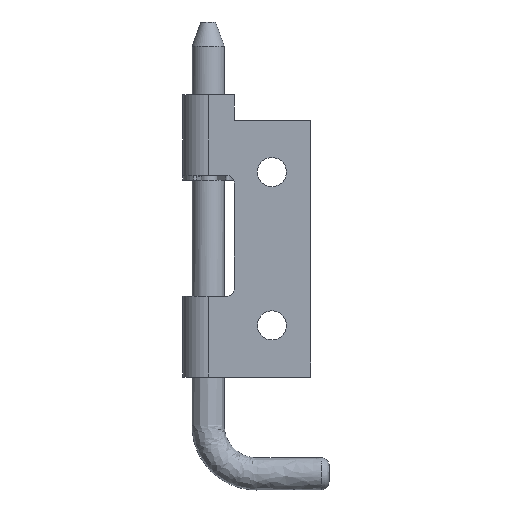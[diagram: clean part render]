
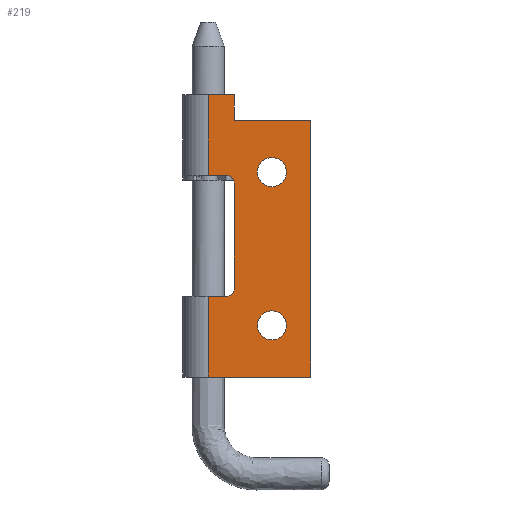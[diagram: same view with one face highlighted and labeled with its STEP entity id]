
A CAD part, left-side view. The second image highlights one B-rep face of the part: STEP entity #219.
In plain terms, the highlighted planar face has unit normal (-1, 0, 0).
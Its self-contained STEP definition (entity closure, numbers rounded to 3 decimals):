
#219 = ADVANCED_FACE( '', ( #274, #275, #276 ), #277, .T. );
#274 = FACE_OUTER_BOUND( '', #398, .T. );
#275 = FACE_BOUND( '', #399, .T. );
#276 = FACE_BOUND( '', #400, .T. );
#277 = PLANE( '', #401 );
#398 = EDGE_LOOP( '', ( #1778, #1779, #1780, #1781, #1782, #1783, #1784, #1785, #1786, #1787, #1788, #1789 ) );
#399 = EDGE_LOOP( '', ( #1790 ) );
#400 = EDGE_LOOP( '', ( #1791 ) );
#401 = AXIS2_PLACEMENT_3D( '', #1792, #1793, #1794 );
#1778 = ORIENTED_EDGE( '', *, *, #2183, .T. );
#1779 = ORIENTED_EDGE( '', *, *, #2184, .T. );
#1780 = ORIENTED_EDGE( '', *, *, #2185, .T. );
#1781 = ORIENTED_EDGE( '', *, *, #2186, .T. );
#1782 = ORIENTED_EDGE( '', *, *, #2187, .T. );
#1783 = ORIENTED_EDGE( '', *, *, #2188, .T. );
#1784 = ORIENTED_EDGE( '', *, *, #2189, .T. );
#1785 = ORIENTED_EDGE( '', *, *, #2190, .F. );
#1786 = ORIENTED_EDGE( '', *, *, #2191, .F. );
#1787 = ORIENTED_EDGE( '', *, *, #2192, .F. );
#1788 = ORIENTED_EDGE( '', *, *, #2193, .F. );
#1789 = ORIENTED_EDGE( '', *, *, #2194, .T. );
#1790 = ORIENTED_EDGE( '', *, *, #2195, .T. );
#1791 = ORIENTED_EDGE( '', *, *, #2196, .T. );
#1792 = CARTESIAN_POINT( '', ( -3.125, -12.7, 17.5 ) );
#1793 = DIRECTION( '', ( -1., 0., 0. ) );
#1794 = DIRECTION( '', ( 0., 0., 1. ) );
#2183 = EDGE_CURVE( '', #2315, #2316, #2317, .T. );
#2184 = EDGE_CURVE( '', #2316, #2318, #2319, .T. );
#2185 = EDGE_CURVE( '', #2318, #2320, #2321, .T. );
#2186 = EDGE_CURVE( '', #2320, #2322, #2323, .T. );
#2187 = EDGE_CURVE( '', #2322, #2324, #2325, .T. );
#2188 = EDGE_CURVE( '', #2324, #2326, #2327, .T. );
#2189 = EDGE_CURVE( '', #2326, #2328, #2329, .T. );
#2190 = EDGE_CURVE( '', #2330, #2328, #2331, .T. );
#2191 = EDGE_CURVE( '', #2332, #2330, #2333, .T. );
#2192 = EDGE_CURVE( '', #2334, #2332, #2335, .T. );
#2193 = EDGE_CURVE( '', #2336, #2334, #2337, .T. );
#2194 = EDGE_CURVE( '', #2336, #2315, #2338, .T. );
#2195 = EDGE_CURVE( '', #2339, #2339, #2340, .T. );
#2196 = EDGE_CURVE( '', #2341, #2341, #2342, .T. );
#2315 = VERTEX_POINT( '', #2541 );
#2316 = VERTEX_POINT( '', #2542 );
#2317 = LINE( '', #2543, #2544 );
#2318 = VERTEX_POINT( '', #2545 );
#2319 = LINE( '', #2546, #2547 );
#2320 = VERTEX_POINT( '', #2548 );
#2321 = CIRCLE( '', #2549, 1. );
#2322 = VERTEX_POINT( '', #2550 );
#2323 = LINE( '', #2551, #2552 );
#2324 = VERTEX_POINT( '', #2553 );
#2325 = CIRCLE( '', #2554, 1. );
#2326 = VERTEX_POINT( '', #2555 );
#2327 = LINE( '', #2556, #2557 );
#2328 = VERTEX_POINT( '', #2558 );
#2329 = LINE( '', #2559, #2560 );
#2330 = VERTEX_POINT( '', #2561 );
#2331 = LINE( '', #2562, #2563 );
#2332 = VERTEX_POINT( '', #2564 );
#2333 = LINE( '', #2565, #2566 );
#2334 = VERTEX_POINT( '', #2567 );
#2335 = LINE( '', #2568, #2569 );
#2336 = VERTEX_POINT( '', #2570 );
#2337 = LINE( '', #2571, #2572 );
#2338 = LINE( '', #2573, #2574 );
#2339 = VERTEX_POINT( '', #2575 );
#2340 = CIRCLE( '', #2576, 1.8 );
#2341 = VERTEX_POINT( '', #2577 );
#2342 = CIRCLE( '', #2578, 1.8 );
#2541 = CARTESIAN_POINT( '', ( -3.125, 0., 17.5 ) );
#2542 = CARTESIAN_POINT( '', ( -3.125, 0., 7.5 ) );
#2543 = CARTESIAN_POINT( '', ( -3.125, 0., 17.5 ) );
#2544 = VECTOR( '', #3196, 1000. );
#2545 = CARTESIAN_POINT( '', ( -3.125, -2.25, 7.5 ) );
#2546 = CARTESIAN_POINT( '', ( -3.125, -12.7, 7.5 ) );
#2547 = VECTOR( '', #3197, 1000. );
#2548 = CARTESIAN_POINT( '', ( -3.125, -3.25, 6.5 ) );
#2549 = AXIS2_PLACEMENT_3D( '', #3198, #3199, #3200 );
#2550 = CARTESIAN_POINT( '', ( -3.125, -3.25, -6.5 ) );
#2551 = CARTESIAN_POINT( '', ( -3.125, -3.25, 17.5 ) );
#2552 = VECTOR( '', #3201, 1000. );
#2553 = CARTESIAN_POINT( '', ( -3.125, -2.25, -7.5 ) );
#2554 = AXIS2_PLACEMENT_3D( '', #3202, #3203, #3204 );
#2555 = CARTESIAN_POINT( '', ( -3.125, 0., -7.5 ) );
#2556 = CARTESIAN_POINT( '', ( -3.125, -12.7, -7.5 ) );
#2557 = VECTOR( '', #3205, 1000. );
#2558 = CARTESIAN_POINT( '', ( -3.125, 0., -17.5 ) );
#2559 = CARTESIAN_POINT( '', ( -3.125, 0., 17.5 ) );
#2560 = VECTOR( '', #3206, 1000. );
#2561 = CARTESIAN_POINT( '', ( -3.125, -12.7, -17.5 ) );
#2562 = CARTESIAN_POINT( '', ( -3.125, -12.7, -17.5 ) );
#2563 = VECTOR( '', #3207, 1000. );
#2564 = CARTESIAN_POINT( '', ( -3.125, -12.7, 14.3 ) );
#2565 = CARTESIAN_POINT( '', ( -3.125, -12.7, 17.5 ) );
#2566 = VECTOR( '', #3208, 1000. );
#2567 = CARTESIAN_POINT( '', ( -3.125, -3.25, 14.3 ) );
#2568 = CARTESIAN_POINT( '', ( -3.125, -12.7, 14.3 ) );
#2569 = VECTOR( '', #3209, 1000. );
#2570 = CARTESIAN_POINT( '', ( -3.125, -3.25, 17.5 ) );
#2571 = CARTESIAN_POINT( '', ( -3.125, -3.25, 17.5 ) );
#2572 = VECTOR( '', #3210, 1000. );
#2573 = CARTESIAN_POINT( '', ( -3.125, -12.7, 17.5 ) );
#2574 = VECTOR( '', #3211, 1000. );
#2575 = CARTESIAN_POINT( '', ( -3.125, -9.7, 7.9 ) );
#2576 = AXIS2_PLACEMENT_3D( '', #3212, #3213, #3214 );
#2577 = CARTESIAN_POINT( '', ( -3.125, -9.7, -11.1 ) );
#2578 = AXIS2_PLACEMENT_3D( '', #3215, #3216, #3217 );
#3196 = DIRECTION( '', ( 0., 0., -1. ) );
#3197 = DIRECTION( '', ( 0., -1., 0. ) );
#3198 = CARTESIAN_POINT( '', ( -3.125, -2.25, 6.5 ) );
#3199 = DIRECTION( '', ( 1., 0., 0. ) );
#3200 = DIRECTION( '', ( 0., -1., 0. ) );
#3201 = DIRECTION( '', ( 0., 0., -1. ) );
#3202 = CARTESIAN_POINT( '', ( -3.125, -2.25, -6.5 ) );
#3203 = DIRECTION( '', ( 1., 0., 0. ) );
#3204 = DIRECTION( '', ( 0., -1., 0. ) );
#3205 = DIRECTION( '', ( 0., 1., 0. ) );
#3206 = DIRECTION( '', ( 0., 0., -1. ) );
#3207 = DIRECTION( '', ( 0., 1., 0. ) );
#3208 = DIRECTION( '', ( 0., 0., -1. ) );
#3209 = DIRECTION( '', ( 0., -1., 0. ) );
#3210 = DIRECTION( '', ( 0., 0., -1. ) );
#3211 = DIRECTION( '', ( 0., 1., 0. ) );
#3212 = CARTESIAN_POINT( '', ( -3.125, -7.9, 7.9 ) );
#3213 = DIRECTION( '', ( 1., 0., 0. ) );
#3214 = DIRECTION( '', ( 0., -1., 0. ) );
#3215 = CARTESIAN_POINT( '', ( -3.125, -7.9, -11.1 ) );
#3216 = DIRECTION( '', ( 1., 0., 0. ) );
#3217 = DIRECTION( '', ( 0., -1., 0. ) );
